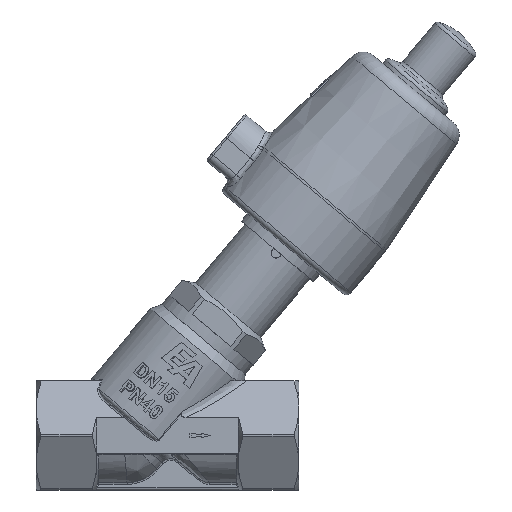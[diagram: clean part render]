
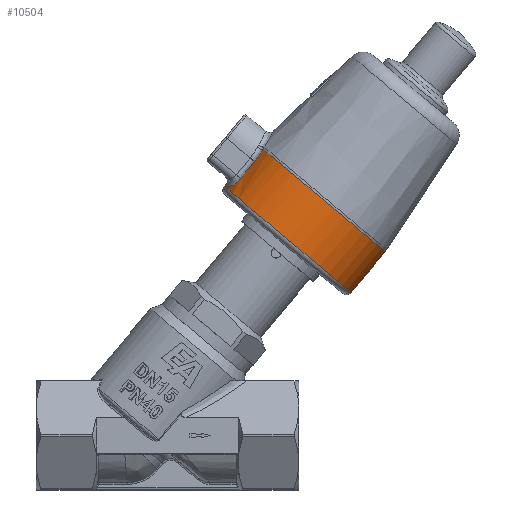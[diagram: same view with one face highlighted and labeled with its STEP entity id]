
A CAD part, front view. The second image highlights one B-rep face of the part: STEP entity #10504.
In plain terms, the highlighted cylindrical face has radius 20.5 mm (diameter 41 mm), a full revolution.
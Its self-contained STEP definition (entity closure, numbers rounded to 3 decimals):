
#265=ELLIPSE('',#11492,630.331,20.5);
#267=ELLIPSE('',#11499,630.331,20.5);
#702=B_SPLINE_CURVE_WITH_KNOTS('',3,(#41440,#41441,#41442,#41443),
 .UNSPECIFIED.,.F.,.F.,(4,4),(-5.684,-5.304),
 .UNSPECIFIED.);
#704=B_SPLINE_CURVE_WITH_KNOTS('',3,(#41501,#41502,#41503,#41504),
 .UNSPECIFIED.,.F.,.F.,(4,4),(-11.748,-11.369),
 .UNSPECIFIED.);
#706=B_SPLINE_CURVE_WITH_KNOTS('',3,(#41560,#41561,#41562,#41563,#41564),
 .UNSPECIFIED.,.F.,.F.,(4,1,4),(0.,0.247,
0.576),.UNSPECIFIED.);
#708=B_SPLINE_CURVE_WITH_KNOTS('',3,(#41597,#41598,#41599,#41600,#41601),
 .UNSPECIFIED.,.F.,.F.,(4,1,4),(0.,0.329,0.576),
 .UNSPECIFIED.);
#969=CYLINDRICAL_SURFACE('',#11516,20.5);
#1403=CIRCLE('',#11503,20.5);
#1404=CIRCLE('',#11505,20.5);
#1405=CIRCLE('',#11506,20.5);
#1408=CIRCLE('',#11512,20.5);
#1409=CIRCLE('',#11513,20.5);
#1410=CIRCLE('',#11514,20.5);
#2047=FACE_OUTER_BOUND('',#2696,.T.);
#2696=EDGE_LOOP('',(#9438,#9439,#9440,#9441,#9442,#9443,#9444,#9445,#9446,
#9447,#9448,#9449,#9450,#9451));
#3296=LINE('',#41624,#3866);
#3866=VECTOR('',#13803,20.5);
#4843=VERTEX_POINT('',#41261);
#4844=VERTEX_POINT('',#41263);
#4849=VERTEX_POINT('',#41372);
#4852=VERTEX_POINT('',#41404);
#4854=VERTEX_POINT('',#41439);
#4855=VERTEX_POINT('',#41529);
#4856=VERTEX_POINT('',#41558);
#4857=VERTEX_POINT('',#41595);
#4858=VERTEX_POINT('',#41605);
#4861=VERTEX_POINT('',#41615);
#4862=VERTEX_POINT('',#41617);
#4863=VERTEX_POINT('',#41619);
#6379=EDGE_CURVE('',#4843,#4844,#265,.T.);
#6393=EDGE_CURVE('',#4849,#4854,#702,.T.);
#6395=EDGE_CURVE('',#4844,#4852,#704,.T.);
#6399=EDGE_CURVE('',#4854,#4855,#267,.T.);
#6401=EDGE_CURVE('',#4855,#4856,#706,.T.);
#6404=EDGE_CURVE('',#4857,#4843,#708,.T.);
#6405=EDGE_CURVE('',#4856,#4857,#1403,.T.);
#6406=EDGE_CURVE('',#4852,#4858,#1404,.T.);
#6407=EDGE_CURVE('',#4858,#4849,#1405,.T.);
#6411=EDGE_CURVE('',#4861,#4862,#1408,.T.);
#6412=EDGE_CURVE('',#4862,#4863,#1409,.T.);
#6413=EDGE_CURVE('',#4863,#4861,#1410,.T.);
#6415=EDGE_CURVE('',#4862,#4858,#3296,.T.);
#9438=ORIENTED_EDGE('',*,*,#6413,.F.);
#9439=ORIENTED_EDGE('',*,*,#6412,.F.);
#9440=ORIENTED_EDGE('',*,*,#6415,.T.);
#9441=ORIENTED_EDGE('',*,*,#6406,.F.);
#9442=ORIENTED_EDGE('',*,*,#6395,.F.);
#9443=ORIENTED_EDGE('',*,*,#6379,.F.);
#9444=ORIENTED_EDGE('',*,*,#6404,.F.);
#9445=ORIENTED_EDGE('',*,*,#6405,.F.);
#9446=ORIENTED_EDGE('',*,*,#6401,.F.);
#9447=ORIENTED_EDGE('',*,*,#6399,.F.);
#9448=ORIENTED_EDGE('',*,*,#6393,.F.);
#9449=ORIENTED_EDGE('',*,*,#6407,.F.);
#9450=ORIENTED_EDGE('',*,*,#6415,.F.);
#9451=ORIENTED_EDGE('',*,*,#6411,.F.);
#10504=ADVANCED_FACE('',(#2047),#969,.T.);
#11492=AXIS2_PLACEMENT_3D('',#41264,#13750,#13751);
#11499=AXIS2_PLACEMENT_3D('',#41532,#13766,#13767);
#11503=AXIS2_PLACEMENT_3D('',#41603,#13774,#13775);
#11505=AXIS2_PLACEMENT_3D('',#41606,#13778,#13779);
#11506=AXIS2_PLACEMENT_3D('',#41607,#13780,#13781);
#11512=AXIS2_PLACEMENT_3D('',#41618,#13793,#13794);
#11513=AXIS2_PLACEMENT_3D('',#41620,#13795,#13796);
#11514=AXIS2_PLACEMENT_3D('',#41621,#13797,#13798);
#11516=AXIS2_PLACEMENT_3D('',#41623,#13801,#13802);
#13750=DIRECTION('center_axis',(0.,-0.033,
0.999));
#13751=DIRECTION('ref_axis',(0.,-0.999,-0.033));
#13766=DIRECTION('center_axis',(0.,-0.033,
-0.999));
#13767=DIRECTION('ref_axis',(0.,-0.999,0.033));
#13774=DIRECTION('center_axis',(0.,1.,0.));
#13775=DIRECTION('ref_axis',(1.,0.,0.));
#13778=DIRECTION('center_axis',(0.,1.,0.));
#13779=DIRECTION('ref_axis',(-1.,0.,0.));
#13780=DIRECTION('center_axis',(0.,1.,0.));
#13781=DIRECTION('ref_axis',(-1.,0.,0.));
#13793=DIRECTION('center_axis',(0.,-1.,0.));
#13794=DIRECTION('ref_axis',(-1.,0.,0.));
#13795=DIRECTION('center_axis',(0.,-1.,0.));
#13796=DIRECTION('ref_axis',(-1.,0.,0.));
#13797=DIRECTION('center_axis',(0.,-1.,0.));
#13798=DIRECTION('ref_axis',(-1.,0.,0.));
#13801=DIRECTION('center_axis',(0.,-1.,0.));
#13802=DIRECTION('ref_axis',(1.,0.,0.));
#13803=DIRECTION('',(0.,1.,0.));
#41261=CARTESIAN_POINT('',(18.626,5.622,-8.562));
#41263=CARTESIAN_POINT('',(18.706,11.027,-8.386));
#41264=CARTESIAN_POINT('Origin',(0.,268.752,0.));
#41372=CARTESIAN_POINT('',(19.024,14.715,7.638));
#41404=CARTESIAN_POINT('',(19.024,14.715,-7.638));
#41439=CARTESIAN_POINT('',(18.706,11.027,8.386));
#41440=CARTESIAN_POINT('Ctrl Pts',(19.024,14.715,7.638));
#41441=CARTESIAN_POINT('Ctrl Pts',(18.831,13.577,8.119));
#41442=CARTESIAN_POINT('Ctrl Pts',(18.708,12.3,8.383));
#41443=CARTESIAN_POINT('Ctrl Pts',(18.706,11.027,8.386));
#41501=CARTESIAN_POINT('Ctrl Pts',(18.706,11.027,-8.386));
#41502=CARTESIAN_POINT('Ctrl Pts',(18.708,12.3,-8.383));
#41503=CARTESIAN_POINT('Ctrl Pts',(18.831,13.577,-8.119));
#41504=CARTESIAN_POINT('Ctrl Pts',(19.024,14.715,-7.638));
#41529=CARTESIAN_POINT('',(18.626,5.622,8.562));
#41532=CARTESIAN_POINT('Origin',(0.,268.752,0.));
#41558=CARTESIAN_POINT('',(19.802,2.,5.303));
#41560=CARTESIAN_POINT('Ctrl Pts',(18.626,5.622,8.562));
#41561=CARTESIAN_POINT('Ctrl Pts',(18.614,4.8,8.589));
#41562=CARTESIAN_POINT('Ctrl Pts',(18.918,2.866,7.972));
#41563=CARTESIAN_POINT('Ctrl Pts',(19.538,2.,6.29));
#41564=CARTESIAN_POINT('Ctrl Pts',(19.802,2.,5.303));
#41595=CARTESIAN_POINT('',(19.802,2.,-5.303));
#41597=CARTESIAN_POINT('Ctrl Pts',(19.802,2.,-5.303));
#41598=CARTESIAN_POINT('Ctrl Pts',(19.538,2.,-6.29));
#41599=CARTESIAN_POINT('Ctrl Pts',(18.918,2.866,-7.972));
#41600=CARTESIAN_POINT('Ctrl Pts',(18.614,4.8,-8.589));
#41601=CARTESIAN_POINT('Ctrl Pts',(18.626,5.622,-8.562));
#41603=CARTESIAN_POINT('Origin',(0.,2.,0.));
#41605=CARTESIAN_POINT('',(-20.5,14.715,0.));
#41606=CARTESIAN_POINT('Origin',(0.,14.715,0.));
#41607=CARTESIAN_POINT('Origin',(0.,14.715,0.));
#41615=CARTESIAN_POINT('',(0.,1.5,20.5));
#41617=CARTESIAN_POINT('',(-20.5,1.5,0.));
#41618=CARTESIAN_POINT('Origin',(0.,1.5,0.));
#41619=CARTESIAN_POINT('',(20.5,1.5,0.));
#41620=CARTESIAN_POINT('Origin',(0.,1.5,0.));
#41621=CARTESIAN_POINT('Origin',(0.,1.5,0.));
#41623=CARTESIAN_POINT('Origin',(0.,7.5,0.));
#41624=CARTESIAN_POINT('',(-20.5,7.5,0.));
